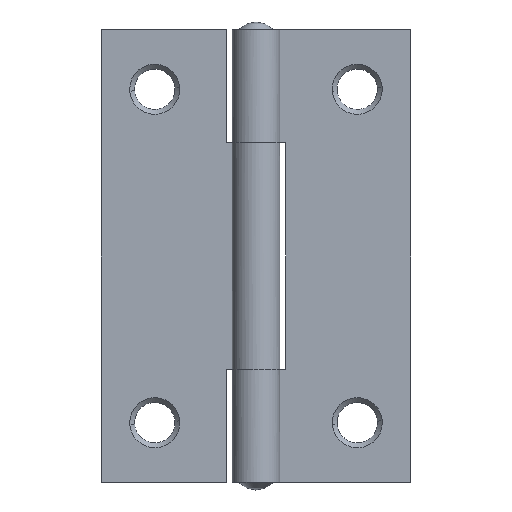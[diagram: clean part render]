
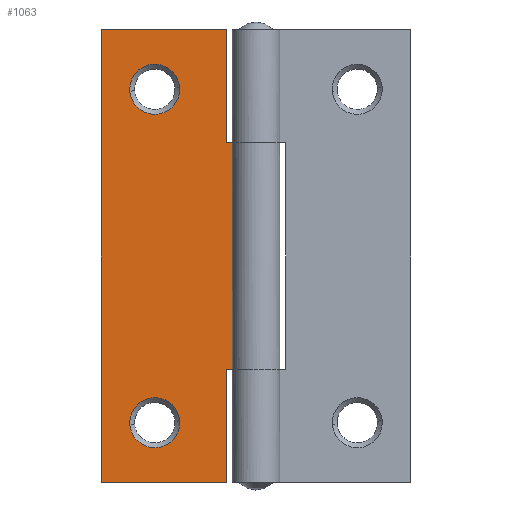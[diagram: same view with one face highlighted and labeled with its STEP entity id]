
A CAD part, front view. The second image highlights one B-rep face of the part: STEP entity #1063.
In plain terms, the highlighted free-form (B-spline) face has degree [1, 1] with [2, 2] control points.
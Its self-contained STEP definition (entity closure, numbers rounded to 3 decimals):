
#569=CARTESIAN_POINT('',(-6.406,1.2,33.165));
#570=VERTEX_POINT('',#569);
#576=CARTESIAN_POINT('',(-8.5,1.2,35.1));
#577=VERTEX_POINT('',#576);
#578=CARTESIAN_POINT('',(-8.5,1.2,35.1));
#579=CARTESIAN_POINT('',(-6.559,1.2,35.1));
#580=CARTESIAN_POINT('',(-6.406,1.2,33.165));
#588=(BOUNDED_CURVE()B_SPLINE_CURVE(2,(#578,#579,#580),.UNSPECIFIED.,.F.,.U.)B_SPLINE_CURVE_WITH_KNOTS((3,3),(0.0,0.236),.UNSPECIFIED.)CURVE()GEOMETRIC_REPRESENTATION_ITEM()RATIONAL_B_SPLINE_CURVE((1.0,0.723,0.97))REPRESENTATION_ITEM(''));
#589=EDGE_CURVE('',#577,#570,#588,.T.);
#591=CARTESIAN_POINT('',(-10.594,1.2,32.835));
#592=VERTEX_POINT('',#591);
#593=CARTESIAN_POINT('',(-10.594,1.2,32.835));
#594=CARTESIAN_POINT('',(-10.6,1.2,32.917));
#595=CARTESIAN_POINT('',(-10.6,1.2,33.));
#596=CARTESIAN_POINT('',(-10.6,1.2,35.1));
#597=CARTESIAN_POINT('',(-8.5,1.2,35.1));
#605=(BOUNDED_CURVE()B_SPLINE_CURVE(2,(#593,#594,#595,#596,#597),.UNSPECIFIED.,.F.,.U.)B_SPLINE_CURVE_WITH_KNOTS((3,2,3),(0.736,0.75,1.0),.UNSPECIFIED.)CURVE()GEOMETRIC_REPRESENTATION_ITEM()RATIONAL_B_SPLINE_CURVE((0.97,0.984,1.0,0.707,1.0))REPRESENTATION_ITEM(''));
#606=EDGE_CURVE('',#592,#577,#605,.T.);
#642=CARTESIAN_POINT('',(-8.5,1.2,30.9));
#643=VERTEX_POINT('',#642);
#644=CARTESIAN_POINT('',(-8.5,1.2,30.9));
#645=CARTESIAN_POINT('',(-10.441,1.2,30.9));
#646=CARTESIAN_POINT('',(-10.594,1.2,32.835));
#654=(BOUNDED_CURVE()B_SPLINE_CURVE(2,(#644,#645,#646),.UNSPECIFIED.,.F.,.U.)B_SPLINE_CURVE_WITH_KNOTS((3,3),(0.5,0.736),.UNSPECIFIED.)CURVE()GEOMETRIC_REPRESENTATION_ITEM()RATIONAL_B_SPLINE_CURVE((1.0,0.723,0.97))REPRESENTATION_ITEM(''));
#655=EDGE_CURVE('',#643,#592,#654,.T.);
#657=CARTESIAN_POINT('',(-6.406,1.2,33.165));
#658=CARTESIAN_POINT('',(-6.4,1.2,33.083));
#659=CARTESIAN_POINT('',(-6.4,1.2,33.));
#660=CARTESIAN_POINT('',(-6.4,1.2,30.9));
#661=CARTESIAN_POINT('',(-8.5,1.2,30.9));
#669=(BOUNDED_CURVE()B_SPLINE_CURVE(2,(#657,#658,#659,#660,#661),.UNSPECIFIED.,.F.,.U.)B_SPLINE_CURVE_WITH_KNOTS((3,2,3),(0.236,0.25,0.5),.UNSPECIFIED.)CURVE()GEOMETRIC_REPRESENTATION_ITEM()RATIONAL_B_SPLINE_CURVE((0.97,0.984,1.0,0.707,1.0))REPRESENTATION_ITEM(''));
#670=EDGE_CURVE('',#570,#643,#669,.T.);
#881=CARTESIAN_POINT('',(-6.406,1.2,5.165));
#882=VERTEX_POINT('',#881);
#888=CARTESIAN_POINT('',(-8.5,1.2,7.1));
#889=VERTEX_POINT('',#888);
#890=CARTESIAN_POINT('',(-8.5,1.2,7.1));
#891=CARTESIAN_POINT('',(-6.559,1.2,7.1));
#892=CARTESIAN_POINT('',(-6.406,1.2,5.165));
#900=(BOUNDED_CURVE()B_SPLINE_CURVE(2,(#890,#891,#892),.UNSPECIFIED.,.F.,.U.)B_SPLINE_CURVE_WITH_KNOTS((3,3),(0.0,0.236),.UNSPECIFIED.)CURVE()GEOMETRIC_REPRESENTATION_ITEM()RATIONAL_B_SPLINE_CURVE((1.0,0.723,0.97))REPRESENTATION_ITEM(''));
#901=EDGE_CURVE('',#889,#882,#900,.T.);
#903=CARTESIAN_POINT('',(-10.594,1.2,4.835));
#904=VERTEX_POINT('',#903);
#905=CARTESIAN_POINT('',(-10.594,1.2,4.835));
#906=CARTESIAN_POINT('',(-10.6,1.2,4.917));
#907=CARTESIAN_POINT('',(-10.6,1.2,5.));
#908=CARTESIAN_POINT('',(-10.6,1.2,7.1));
#909=CARTESIAN_POINT('',(-8.5,1.2,7.1));
#917=(BOUNDED_CURVE()B_SPLINE_CURVE(2,(#905,#906,#907,#908,#909),.UNSPECIFIED.,.F.,.U.)B_SPLINE_CURVE_WITH_KNOTS((3,2,3),(0.736,0.75,1.0),.UNSPECIFIED.)CURVE()GEOMETRIC_REPRESENTATION_ITEM()RATIONAL_B_SPLINE_CURVE((0.97,0.984,1.0,0.707,1.0))REPRESENTATION_ITEM(''));
#918=EDGE_CURVE('',#904,#889,#917,.T.);
#954=CARTESIAN_POINT('',(-8.5,1.2,2.9));
#955=VERTEX_POINT('',#954);
#956=CARTESIAN_POINT('',(-8.5,1.2,2.9));
#957=CARTESIAN_POINT('',(-10.441,1.2,2.9));
#958=CARTESIAN_POINT('',(-10.594,1.2,4.835));
#966=(BOUNDED_CURVE()B_SPLINE_CURVE(2,(#956,#957,#958),.UNSPECIFIED.,.F.,.U.)B_SPLINE_CURVE_WITH_KNOTS((3,3),(0.5,0.736),.UNSPECIFIED.)CURVE()GEOMETRIC_REPRESENTATION_ITEM()RATIONAL_B_SPLINE_CURVE((1.0,0.723,0.97))REPRESENTATION_ITEM(''));
#967=EDGE_CURVE('',#955,#904,#966,.T.);
#969=CARTESIAN_POINT('',(-6.406,1.2,5.165));
#970=CARTESIAN_POINT('',(-6.4,1.2,5.083));
#971=CARTESIAN_POINT('',(-6.4,1.2,5.));
#972=CARTESIAN_POINT('',(-6.4,1.2,2.9));
#973=CARTESIAN_POINT('',(-8.5,1.2,2.9));
#981=(BOUNDED_CURVE()B_SPLINE_CURVE(2,(#969,#970,#971,#972,#973),.UNSPECIFIED.,.F.,.U.)B_SPLINE_CURVE_WITH_KNOTS((3,2,3),(0.236,0.25,0.5),.UNSPECIFIED.)CURVE()GEOMETRIC_REPRESENTATION_ITEM()RATIONAL_B_SPLINE_CURVE((0.97,0.984,1.0,0.707,1.0))REPRESENTATION_ITEM(''));
#982=EDGE_CURVE('',#882,#955,#981,.T.);
#988=CARTESIAN_POINT('',(-13.649,1.2,-1.898));
#989=CARTESIAN_POINT('',(0.649,1.2,-1.898));
#990=CARTESIAN_POINT('',(-13.649,1.2,39.898));
#991=CARTESIAN_POINT('',(0.649,1.2,39.898));
#992=B_SPLINE_SURFACE_WITH_KNOTS('',1,1,((#988,#990),(#989,#991)),.UNSPECIFIED.,.F.,.F.,.U.,(2,2),(2,2),(0.0,14.299),(0.0,41.796),.UNSPECIFIED.);
#993=CARTESIAN_POINT('',(0.,1.2,28.5));
#994=VERTEX_POINT('',#993);
#995=CARTESIAN_POINT('',(-2.5,1.2,28.5));
#996=VERTEX_POINT('',#995);
#997=CARTESIAN_POINT('',(0.,1.2,28.5));
#998=CARTESIAN_POINT('',(-2.5,1.2,28.5));
#999=QUASI_UNIFORM_CURVE('',1,(#997,#998),.UNSPECIFIED.,.F.,.U.);
#1000=EDGE_CURVE('',#994,#996,#999,.T.);
#1001=ORIENTED_EDGE('',*,*,#1000,.T.);
#1002=CARTESIAN_POINT('',(-2.5,1.2,38.0));
#1003=VERTEX_POINT('',#1002);
#1004=CARTESIAN_POINT('',(-2.5,1.2,28.5));
#1005=CARTESIAN_POINT('',(-2.5,1.2,38.0));
#1006=QUASI_UNIFORM_CURVE('',1,(#1004,#1005),.UNSPECIFIED.,.F.,.U.);
#1007=EDGE_CURVE('',#996,#1003,#1006,.T.);
#1008=ORIENTED_EDGE('',*,*,#1007,.T.);
#1009=CARTESIAN_POINT('',(-13.,1.2,38.0));
#1010=VERTEX_POINT('',#1009);
#1011=CARTESIAN_POINT('',(-2.5,1.2,38.0));
#1012=CARTESIAN_POINT('',(-13.,1.2,38.0));
#1013=QUASI_UNIFORM_CURVE('',1,(#1011,#1012),.UNSPECIFIED.,.F.,.U.);
#1014=EDGE_CURVE('',#1003,#1010,#1013,.T.);
#1015=ORIENTED_EDGE('',*,*,#1014,.T.);
#1016=CARTESIAN_POINT('',(-13.,1.2,0.0));
#1017=VERTEX_POINT('',#1016);
#1018=CARTESIAN_POINT('',(-13.,1.2,38.0));
#1019=CARTESIAN_POINT('',(-13.,1.2,0.0));
#1020=QUASI_UNIFORM_CURVE('',1,(#1018,#1019),.UNSPECIFIED.,.F.,.U.);
#1021=EDGE_CURVE('',#1010,#1017,#1020,.T.);
#1022=ORIENTED_EDGE('',*,*,#1021,.T.);
#1023=CARTESIAN_POINT('',(-2.5,1.2,0.0));
#1024=VERTEX_POINT('',#1023);
#1025=CARTESIAN_POINT('',(-2.5,1.2,0.0));
#1026=CARTESIAN_POINT('',(-13.,1.2,0.0));
#1027=QUASI_UNIFORM_CURVE('',1,(#1025,#1026),.UNSPECIFIED.,.F.,.U.);
#1028=EDGE_CURVE('',#1024,#1017,#1027,.T.);
#1029=ORIENTED_EDGE('',*,*,#1028,.F.);
#1030=CARTESIAN_POINT('',(-2.5,1.2,9.5));
#1031=VERTEX_POINT('',#1030);
#1032=CARTESIAN_POINT('',(-2.5,1.2,0.0));
#1033=CARTESIAN_POINT('',(-2.5,1.2,9.5));
#1034=QUASI_UNIFORM_CURVE('',1,(#1032,#1033),.UNSPECIFIED.,.F.,.U.);
#1035=EDGE_CURVE('',#1024,#1031,#1034,.T.);
#1036=ORIENTED_EDGE('',*,*,#1035,.T.);
#1037=CARTESIAN_POINT('',(0.,1.2,9.5));
#1038=VERTEX_POINT('',#1037);
#1039=CARTESIAN_POINT('',(-2.5,1.2,9.5));
#1040=CARTESIAN_POINT('',(0.,1.2,9.5));
#1041=QUASI_UNIFORM_CURVE('',1,(#1039,#1040),.UNSPECIFIED.,.F.,.U.);
#1042=EDGE_CURVE('',#1031,#1038,#1041,.T.);
#1043=ORIENTED_EDGE('',*,*,#1042,.T.);
#1044=CARTESIAN_POINT('',(0.,1.2,28.5));
#1045=CARTESIAN_POINT('',(0.,1.2,9.5));
#1046=QUASI_UNIFORM_CURVE('',1,(#1044,#1045),.UNSPECIFIED.,.F.,.U.);
#1047=EDGE_CURVE('',#994,#1038,#1046,.T.);
#1048=ORIENTED_EDGE('',*,*,#1047,.F.);
#1049=EDGE_LOOP('',(#1001,#1008,#1015,#1022,#1029,#1036,#1043,#1048));
#1050=FACE_OUTER_BOUND('',#1049,.T.);
#1051=ORIENTED_EDGE('',*,*,#967,.T.);
#1052=ORIENTED_EDGE('',*,*,#918,.T.);
#1053=ORIENTED_EDGE('',*,*,#901,.T.);
#1054=ORIENTED_EDGE('',*,*,#982,.T.);
#1055=EDGE_LOOP('',(#1051,#1052,#1053,#1054));
#1056=FACE_BOUND('',#1055,.T.);
#1057=ORIENTED_EDGE('',*,*,#655,.T.);
#1058=ORIENTED_EDGE('',*,*,#606,.T.);
#1059=ORIENTED_EDGE('',*,*,#589,.T.);
#1060=ORIENTED_EDGE('',*,*,#670,.T.);
#1061=EDGE_LOOP('',(#1057,#1058,#1059,#1060));
#1062=FACE_BOUND('',#1061,.T.);
#1063=ADVANCED_FACE('',(#1050,#1056,#1062),#992,.T.);
